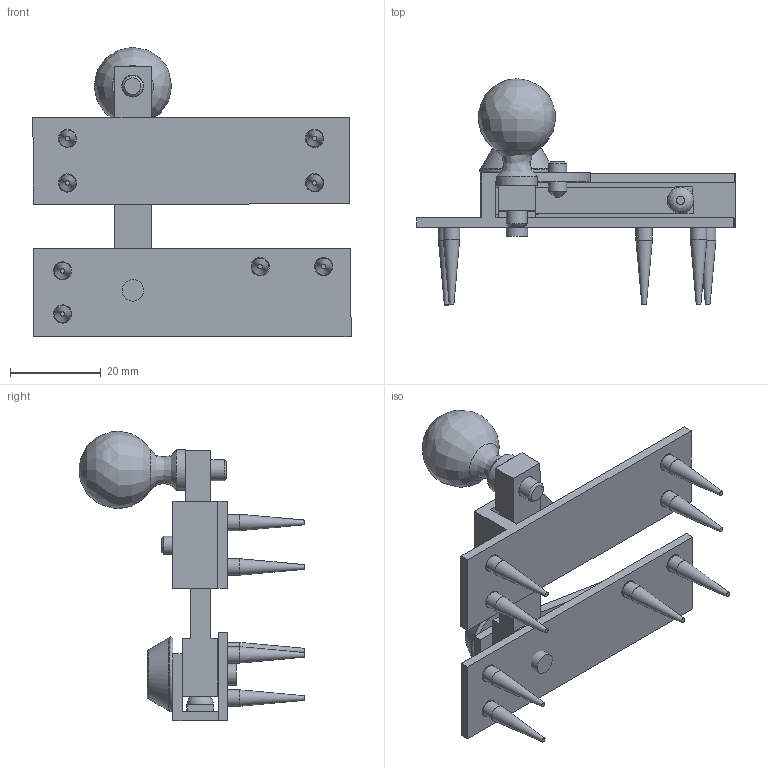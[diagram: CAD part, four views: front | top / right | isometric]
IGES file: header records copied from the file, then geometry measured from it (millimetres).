
Global section: file name: P6279-L; native system: Autodesk Inventor 2018; preprocessor: unknown; author: ashami; date: 20180911.142308; units: millimetre
Bounding box: 70.04 x 49.71 x 63.76 mm (x, y, z)
Volume: 16442.4 mm3; surface area: 15978 mm2
Topology: 16 solids, 16 shells, 188 faces, 481 edges, 327 vertices
Faces by surface type: bspline 188
